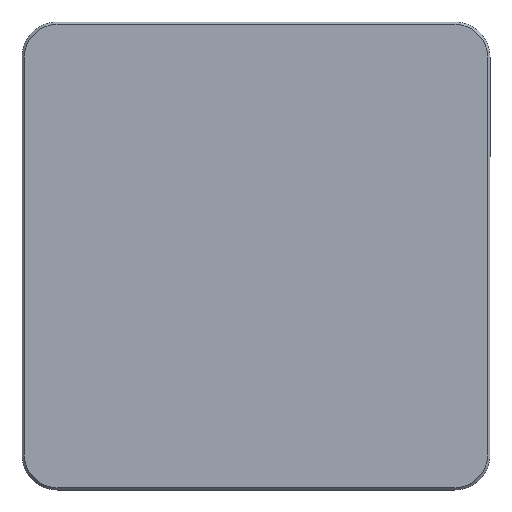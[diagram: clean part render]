
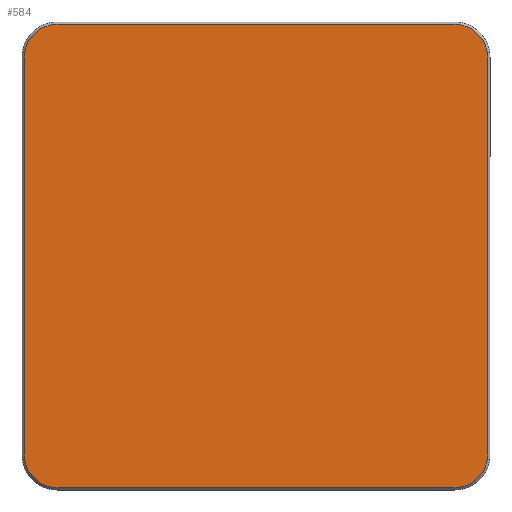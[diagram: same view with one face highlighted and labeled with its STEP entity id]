
A CAD part, front view. The second image highlights one B-rep face of the part: STEP entity #584.
In plain terms, the highlighted planar face has unit normal (0, -1, 0).
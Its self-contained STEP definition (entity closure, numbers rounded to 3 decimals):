
#15 = CARTESIAN_POINT ( 'NONE',  ( -85., 0., -99. ) ) ;
#22 = AXIS2_PLACEMENT_3D ( 'NONE', #1038, #540, #1153 ) ;
#24 = AXIS2_PLACEMENT_3D ( 'NONE', #1216, #950, #1474 ) ;
#30 = PLANE ( 'NONE',  #22 ) ;
#75 = ORIENTED_EDGE ( 'NONE', *, *, #1273, .T. ) ;
#90 = DIRECTION ( 'NONE',  ( 0., 0., 1. ) ) ;
#95 = EDGE_CURVE ( 'NONE', #1243, #916, #1650, .T. ) ;
#108 = CARTESIAN_POINT ( 'NONE',  ( -99., 0., -85. ) ) ;
#132 = DIRECTION ( 'NONE',  ( 0., 0., 1. ) ) ;
#140 = DIRECTION ( 'NONE',  ( -1., 0., 0. ) ) ;
#146 = DIRECTION ( 'NONE',  ( 0., 0., 1. ) ) ;
#174 = ORIENTED_EDGE ( 'NONE', *, *, #1618, .T. ) ;
#198 = EDGE_CURVE ( 'NONE', #1052, #375, #759, .T. ) ;
#220 = CARTESIAN_POINT ( 'NONE',  ( -99., 0., 0. ) ) ;
#236 = CIRCLE ( 'NONE', #24, 14. ) ;
#363 = LINE ( 'NONE', #729, #1116 ) ;
#375 = VERTEX_POINT ( 'NONE', #832 ) ;
#402 = CARTESIAN_POINT ( 'NONE',  ( 85., 0., -99. ) ) ;
#406 = ORIENTED_EDGE ( 'NONE', *, *, #1299, .T. ) ;
#412 = LINE ( 'NONE', #761, #1571 ) ;
#463 = CIRCLE ( 'NONE', #805, 14. ) ;
#525 = VERTEX_POINT ( 'NONE', #776 ) ;
#539 = EDGE_CURVE ( 'NONE', #822, #1615, #412, .T. ) ;
#540 = DIRECTION ( 'NONE',  ( 0., 1., 0. ) ) ;
#570 = VERTEX_POINT ( 'NONE', #402 ) ;
#584 = ADVANCED_FACE ( 'NONE', ( #643 ), #30, .F. ) ;
#591 = DIRECTION ( 'NONE',  ( 1., 0., 0. ) ) ;
#643 = FACE_OUTER_BOUND ( 'NONE', #1323, .T. ) ;
#682 = CARTESIAN_POINT ( 'NONE',  ( 85., 0., 99. ) ) ;
#715 = EDGE_CURVE ( 'NONE', #570, #822, #236, .T. ) ;
#729 = CARTESIAN_POINT ( 'NONE',  ( 0., 0., -99. ) ) ;
#757 = ORIENTED_EDGE ( 'NONE', *, *, #539, .T. ) ;
#759 = LINE ( 'NONE', #1293, #1254 ) ;
#761 = CARTESIAN_POINT ( 'NONE',  ( 99., 0., 0. ) ) ;
#776 = CARTESIAN_POINT ( 'NONE',  ( -99., 0., 85. ) ) ;
#781 = EDGE_CURVE ( 'NONE', #916, #570, #363, .T. ) ;
#783 = CARTESIAN_POINT ( 'NONE',  ( -85., 0., -85. ) ) ;
#795 = ORIENTED_EDGE ( 'NONE', *, *, #715, .T. ) ;
#805 = AXIS2_PLACEMENT_3D ( 'NONE', #849, #1221, #858 ) ;
#822 = VERTEX_POINT ( 'NONE', #1375 ) ;
#832 = CARTESIAN_POINT ( 'NONE',  ( -85., 0., 99. ) ) ;
#849 = CARTESIAN_POINT ( 'NONE',  ( -85., 0., 85. ) ) ;
#858 = DIRECTION ( 'NONE',  ( 0., 0., 1. ) ) ;
#916 = VERTEX_POINT ( 'NONE', #15 ) ;
#950 = DIRECTION ( 'NONE',  ( 0., -1., 0. ) ) ;
#968 = ORIENTED_EDGE ( 'NONE', *, *, #781, .T. ) ;
#981 = DIRECTION ( 'NONE',  ( 0., -1., 0. ) ) ;
#1036 = ORIENTED_EDGE ( 'NONE', *, *, #198, .T. ) ;
#1038 = CARTESIAN_POINT ( 'NONE',  ( 0., 0., 0. ) ) ;
#1052 = VERTEX_POINT ( 'NONE', #682 ) ;
#1062 = DIRECTION ( 'NONE',  ( 0., -1., 0. ) ) ;
#1103 = VECTOR ( 'NONE', #1643, 1000. ) ;
#1116 = VECTOR ( 'NONE', #591, 1000. ) ;
#1123 = ORIENTED_EDGE ( 'NONE', *, *, #95, .T. ) ;
#1149 = CIRCLE ( 'NONE', #1634, 14. ) ;
#1153 = DIRECTION ( 'NONE',  ( 0., 0., 1. ) ) ;
#1216 = CARTESIAN_POINT ( 'NONE',  ( 85., 0., -85. ) ) ;
#1221 = DIRECTION ( 'NONE',  ( 0., -1., 0. ) ) ;
#1243 = VERTEX_POINT ( 'NONE', #108 ) ;
#1245 = CARTESIAN_POINT ( 'NONE',  ( 99., 0., 85. ) ) ;
#1254 = VECTOR ( 'NONE', #140, 1000. ) ;
#1273 = EDGE_CURVE ( 'NONE', #1615, #1052, #1149, .T. ) ;
#1293 = CARTESIAN_POINT ( 'NONE',  ( 0., 0., 99. ) ) ;
#1299 = EDGE_CURVE ( 'NONE', #375, #525, #463, .T. ) ;
#1323 = EDGE_LOOP ( 'NONE', ( #795, #757, #75, #1036, #406, #174, #1123, #968 ) ) ;
#1350 = CARTESIAN_POINT ( 'NONE',  ( 85., 0., 85. ) ) ;
#1375 = CARTESIAN_POINT ( 'NONE',  ( 99., 0., -85. ) ) ;
#1463 = AXIS2_PLACEMENT_3D ( 'NONE', #783, #1062, #146 ) ;
#1474 = DIRECTION ( 'NONE',  ( 0., 0., 1. ) ) ;
#1571 = VECTOR ( 'NONE', #132, 1000. ) ;
#1615 = VERTEX_POINT ( 'NONE', #1245 ) ;
#1618 = EDGE_CURVE ( 'NONE', #525, #1243, #1626, .T. ) ;
#1626 = LINE ( 'NONE', #220, #1103 ) ;
#1634 = AXIS2_PLACEMENT_3D ( 'NONE', #1350, #981, #90 ) ;
#1643 = DIRECTION ( 'NONE',  ( 0., 0., -1. ) ) ;
#1650 = CIRCLE ( 'NONE', #1463, 14. ) ;
